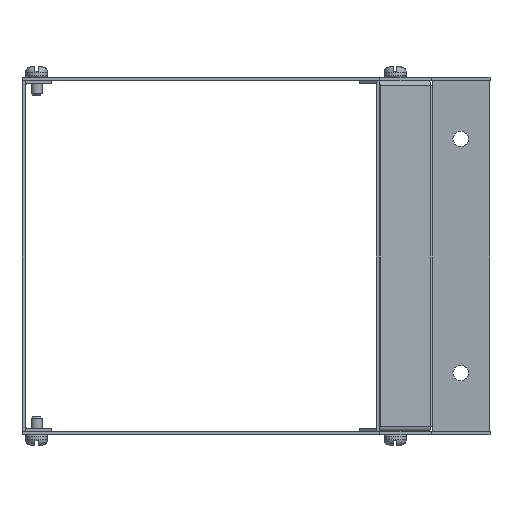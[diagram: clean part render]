
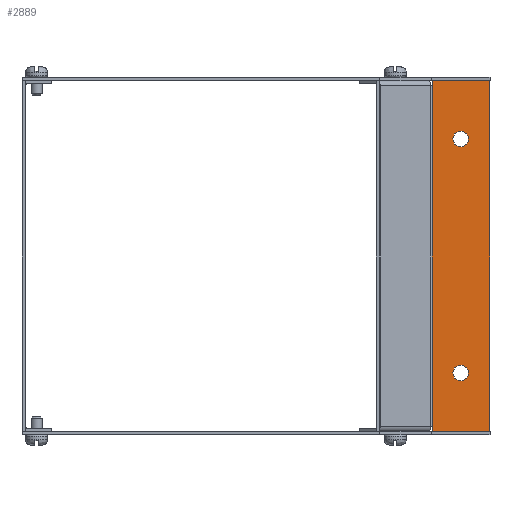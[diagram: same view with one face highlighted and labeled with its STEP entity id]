
A CAD part, front view. The second image highlights one B-rep face of the part: STEP entity #2889.
In plain terms, the highlighted planar face has unit normal (0, -1, 0).
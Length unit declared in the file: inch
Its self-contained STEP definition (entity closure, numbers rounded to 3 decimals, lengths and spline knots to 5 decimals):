
#75 = ORIENTED_EDGE ( 'NONE', *, *, #6895, .F. ) ;
#468 = CARTESIAN_POINT ( 'NONE',  ( 4.94292, -3.05708, 0. ) ) ;
#579 = EDGE_CURVE ( 'NONE', #2631, #1819, #11302, .T. ) ;
#699 = VECTOR ( 'NONE', #7560, 39.37008 ) ;
#862 = VERTEX_POINT ( 'NONE', #4204 ) ;
#1204 = VECTOR ( 'NONE', #7454, 39.37008 ) ;
#1252 = DIRECTION ( 'NONE',  ( -1., 0., 0. ) ) ;
#1282 = CARTESIAN_POINT ( 'NONE',  ( 4.44292, -3.05708, -5. ) ) ;
#1354 = CARTESIAN_POINT ( 'NONE',  ( 3.95394, -3.05708, -5.914 ) ) ;
#1442 = VECTOR ( 'NONE', #2986, 39.37008 ) ;
#1447 = LINE ( 'NONE', #13912, #8440 ) ;
#1463 = VERTEX_POINT ( 'NONE', #7193 ) ;
#1498 = FACE_BOUND ( 'NONE', #4500, .T. ) ;
#1710 = VERTEX_POINT ( 'NONE', #8348 ) ;
#1777 = CARTESIAN_POINT ( 'NONE',  ( 4.44292, -3.05708, -1. ) ) ;
#1819 = VERTEX_POINT ( 'NONE', #10611 ) ;
#2025 = CARTESIAN_POINT ( 'NONE',  ( 4.57592, -3.05708, -5. ) ) ;
#2457 = DIRECTION ( 'NONE',  ( 0., -1., 0. ) ) ;
#2631 = VERTEX_POINT ( 'NONE', #2025 ) ;
#2639 = EDGE_CURVE ( 'NONE', #862, #1710, #9881, .T. ) ;
#2889 = ADVANCED_FACE ( 'NONE', ( #11549, #1498, #9358 ), #6051, .F. ) ;
#2986 = DIRECTION ( 'NONE',  ( 1., 0., 0. ) ) ;
#3016 = VECTOR ( 'NONE', #7839, 39.37008 ) ;
#3065 = LINE ( 'NONE', #5700, #3016 ) ;
#3329 = ORIENTED_EDGE ( 'NONE', *, *, #8542, .F. ) ;
#3520 = ORIENTED_EDGE ( 'NONE', *, *, #579, .F. ) ;
#3814 = AXIS2_PLACEMENT_3D ( 'NONE', #1282, #2457, #11117 ) ;
#3926 = DIRECTION ( 'NONE',  ( 1., 0., 0. ) ) ;
#4131 = EDGE_LOOP ( 'NONE', ( #6005, #3520 ) ) ;
#4204 = CARTESIAN_POINT ( 'NONE',  ( 3.95394, -3.05708, 0. ) ) ;
#4225 = EDGE_CURVE ( 'NONE', #5884, #8532, #11062, .T. ) ;
#4500 = EDGE_LOOP ( 'NONE', ( #5797, #75 ) ) ;
#4952 = DIRECTION ( 'NONE',  ( 0., 1., 0. ) ) ;
#5700 = CARTESIAN_POINT ( 'NONE',  ( 3.95394, -3.05708, 0. ) ) ;
#5797 = ORIENTED_EDGE ( 'NONE', *, *, #4225, .F. ) ;
#5884 = VERTEX_POINT ( 'NONE', #9454 ) ;
#6005 = ORIENTED_EDGE ( 'NONE', *, *, #12869, .F. ) ;
#6051 = PLANE ( 'NONE',  #9192 ) ;
#6079 = VERTEX_POINT ( 'NONE', #8785 ) ;
#6162 = LINE ( 'NONE', #6455, #699 ) ;
#6362 = CARTESIAN_POINT ( 'NONE',  ( 4.94292, -3.05708, 0. ) ) ;
#6412 = VERTEX_POINT ( 'NONE', #6490 ) ;
#6455 = CARTESIAN_POINT ( 'NONE',  ( 3.95394, -3.05708, 0. ) ) ;
#6490 = CARTESIAN_POINT ( 'NONE',  ( 3.95394, -3.05708, -0.086 ) ) ;
#6775 = LINE ( 'NONE', #8091, #10174 ) ;
#6895 = EDGE_CURVE ( 'NONE', #8532, #5884, #12277, .T. ) ;
#6926 = EDGE_CURVE ( 'NONE', #1463, #14351, #6775, .T. ) ;
#7193 = CARTESIAN_POINT ( 'NONE',  ( 3.95394, -3.05708, -6. ) ) ;
#7327 = AXIS2_PLACEMENT_3D ( 'NONE', #1777, #10507, #13804 ) ;
#7454 = DIRECTION ( 'NONE',  ( 0., 0., -1. ) ) ;
#7527 = CARTESIAN_POINT ( 'NONE',  ( 4.94292, -3.05708, 0. ) ) ;
#7560 = DIRECTION ( 'NONE',  ( 0., 0., -1. ) ) ;
#7657 = DIRECTION ( 'NONE',  ( 0., -1., 0. ) ) ;
#7839 = DIRECTION ( 'NONE',  ( 0., 0., 1. ) ) ;
#8091 = CARTESIAN_POINT ( 'NONE',  ( 3.95394, -3.05708, 0. ) ) ;
#8348 = CARTESIAN_POINT ( 'NONE',  ( 4.94292, -3.05708, 0. ) ) ;
#8440 = VECTOR ( 'NONE', #10467, 39.37008 ) ;
#8493 = ORIENTED_EDGE ( 'NONE', *, *, #2639, .F. ) ;
#8532 = VERTEX_POINT ( 'NONE', #8644 ) ;
#8542 = EDGE_CURVE ( 'NONE', #6412, #862, #3065, .T. ) ;
#8644 = CARTESIAN_POINT ( 'NONE',  ( 4.57592, -3.05708, -1. ) ) ;
#8785 = CARTESIAN_POINT ( 'NONE',  ( 4.94292, -3.05708, -6. ) ) ;
#8820 = CIRCLE ( 'NONE', #9516, 0.133 ) ;
#8914 = EDGE_CURVE ( 'NONE', #1710, #6079, #9660, .T. ) ;
#8958 = ORIENTED_EDGE ( 'NONE', *, *, #6926, .F. ) ;
#9192 = AXIS2_PLACEMENT_3D ( 'NONE', #468, #4952, #3926 ) ;
#9358 = FACE_BOUND ( 'NONE', #4131, .T. ) ;
#9454 = CARTESIAN_POINT ( 'NONE',  ( 4.30992, -3.05708, -1. ) ) ;
#9516 = AXIS2_PLACEMENT_3D ( 'NONE', #10942, #7657, #13216 ) ;
#9660 = LINE ( 'NONE', #7527, #1204 ) ;
#9881 = LINE ( 'NONE', #6362, #1442 ) ;
#10174 = VECTOR ( 'NONE', #11231, 39.37008 ) ;
#10213 = DIRECTION ( 'NONE',  ( 0., -1., 0. ) ) ;
#10467 = DIRECTION ( 'NONE',  ( -1., 0., 0. ) ) ;
#10507 = DIRECTION ( 'NONE',  ( 0., -1., 0. ) ) ;
#10534 = ORIENTED_EDGE ( 'NONE', *, *, #8914, .F. ) ;
#10611 = CARTESIAN_POINT ( 'NONE',  ( 4.30992, -3.05708, -5. ) ) ;
#10670 = EDGE_CURVE ( 'NONE', #6079, #1463, #1447, .T. ) ;
#10942 = CARTESIAN_POINT ( 'NONE',  ( 4.44292, -3.05708, -5. ) ) ;
#11062 = CIRCLE ( 'NONE', #7327, 0.133 ) ;
#11117 = DIRECTION ( 'NONE',  ( -1., 0., 0. ) ) ;
#11231 = DIRECTION ( 'NONE',  ( 0., 0., 1. ) ) ;
#11302 = CIRCLE ( 'NONE', #3814, 0.133 ) ;
#11305 = CARTESIAN_POINT ( 'NONE',  ( 4.44292, -3.05708, -1. ) ) ;
#11338 = AXIS2_PLACEMENT_3D ( 'NONE', #11305, #10213, #1252 ) ;
#11549 = FACE_OUTER_BOUND ( 'NONE', #12826, .T. ) ;
#12277 = CIRCLE ( 'NONE', #11338, 0.133 ) ;
#12609 = ORIENTED_EDGE ( 'NONE', *, *, #13800, .T. ) ;
#12826 = EDGE_LOOP ( 'NONE', ( #3329, #12609, #8958, #14359, #10534, #8493 ) ) ;
#12869 = EDGE_CURVE ( 'NONE', #1819, #2631, #8820, .T. ) ;
#13216 = DIRECTION ( 'NONE',  ( -1., 0., 0. ) ) ;
#13800 = EDGE_CURVE ( 'NONE', #6412, #14351, #6162, .T. ) ;
#13804 = DIRECTION ( 'NONE',  ( -1., 0., 0. ) ) ;
#13912 = CARTESIAN_POINT ( 'NONE',  ( 4.94292, -3.05708, -6. ) ) ;
#14351 = VERTEX_POINT ( 'NONE', #1354 ) ;
#14359 = ORIENTED_EDGE ( 'NONE', *, *, #10670, .F. ) ;
